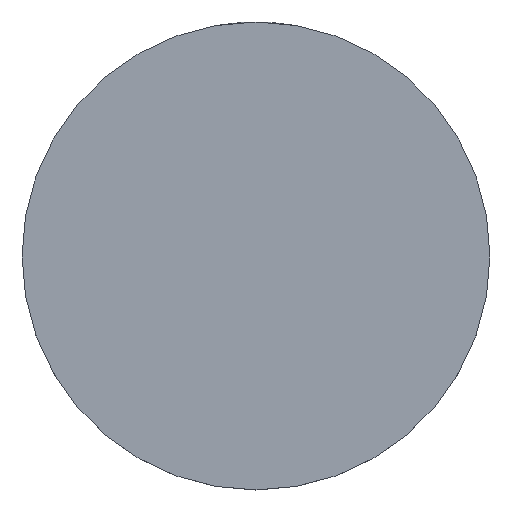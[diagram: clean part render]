
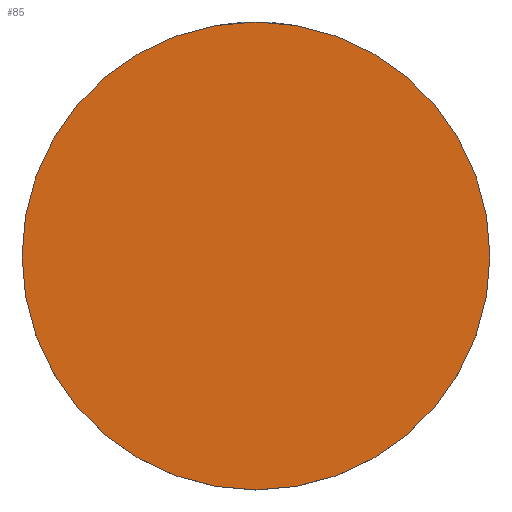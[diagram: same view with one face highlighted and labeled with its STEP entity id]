
A CAD part, top view. The second image highlights one B-rep face of the part: STEP entity #85.
In plain terms, the highlighted planar face has unit normal (0, 0, 1).
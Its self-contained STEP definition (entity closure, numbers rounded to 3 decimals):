
#85 = ADVANCED_FACE ( 'NONE', ( #10072 ), #1887, .T. ) ;
#168 = DIRECTION ( 'NONE',  ( 0., 0., 1. ) ) ;
#658 = EDGE_LOOP ( 'NONE', ( #2374, #7432 ) ) ;
#861 = AXIS2_PLACEMENT_3D ( 'NONE', #4611, #4674, #9178 ) ;
#1887 = PLANE ( 'NONE',  #4640 ) ;
#1983 = EDGE_CURVE ( 'NONE', #6644, #2572, #6141, .T. ) ;
#2374 = ORIENTED_EDGE ( 'NONE', *, *, #7235, .T. ) ;
#2572 = VERTEX_POINT ( 'NONE', #7233 ) ;
#4064 = AXIS2_PLACEMENT_3D ( 'NONE', #4623, #4500, #7230 ) ;
#4416 = CARTESIAN_POINT ( 'NONE',  ( 600., 0., 75. ) ) ;
#4500 = DIRECTION ( 'NONE',  ( 0., 0., 1. ) ) ;
#4611 = CARTESIAN_POINT ( 'NONE',  ( 0., 0., 75. ) ) ;
#4623 = CARTESIAN_POINT ( 'NONE',  ( 0., 0., 75. ) ) ;
#4640 = AXIS2_PLACEMENT_3D ( 'NONE', #8356, #168, #7287 ) ;
#4674 = DIRECTION ( 'NONE',  ( 0., 0., 1. ) ) ;
#6141 = CIRCLE ( 'NONE', #861, 600. ) ;
#6644 = VERTEX_POINT ( 'NONE', #4416 ) ;
#7230 = DIRECTION ( 'NONE',  ( 1., 0., 0. ) ) ;
#7233 = CARTESIAN_POINT ( 'NONE',  ( -600., 0., 75. ) ) ;
#7235 = EDGE_CURVE ( 'NONE', #2572, #6644, #10129, .T. ) ;
#7287 = DIRECTION ( 'NONE',  ( 1., 0., 0. ) ) ;
#7432 = ORIENTED_EDGE ( 'NONE', *, *, #1983, .T. ) ;
#8356 = CARTESIAN_POINT ( 'NONE',  ( 0., 0., 75. ) ) ;
#9178 = DIRECTION ( 'NONE',  ( 1., 0., 0. ) ) ;
#10072 = FACE_OUTER_BOUND ( 'NONE', #658, .T. ) ;
#10129 = CIRCLE ( 'NONE', #4064, 600. ) ;
